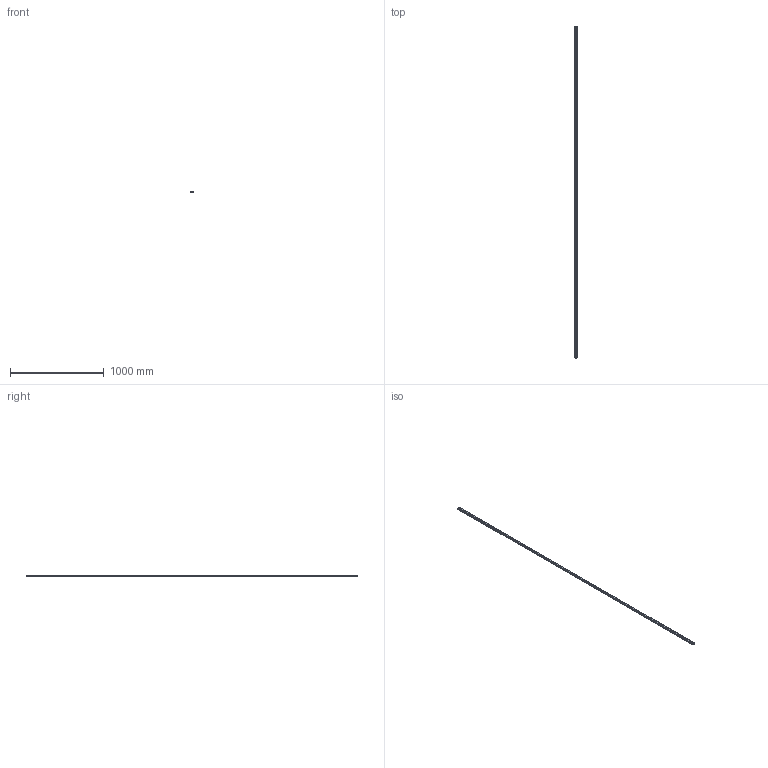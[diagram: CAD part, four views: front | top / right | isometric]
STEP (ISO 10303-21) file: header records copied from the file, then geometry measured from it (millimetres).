
FILE_DESCRIPTION(('STEP AP214'),'1');
FILE_NAME('cctmp_C67A6B14-2D72-41B7-B713-EB9760CB0880_2021_02_10_08_56_54_0306..stp','2021-02-10T07:56:54',('HIWIN GmbH'),('CADClick - www.CADClick.com'),'Spatial InterOp 3D',' ','unknown authorization');
FILE_SCHEMA(('AUTOMOTIVE_DESIGN'));
Length unit declared in the file: millimetre
Products named in the file (1): EGR25R3550C_FILE
Bounding box: 23 x 3550 x 18 mm (x, y, z)
Volume: 1221168 mm3; surface area: 329637.2 mm2
Topology: 1 solids, 1 shells, 813 faces, 2067 edges, 1378 vertices
Faces by surface type: plane 439, cylinder 374
Entity records: 31729 total; most frequent: DIRECTION 4915, CARTESIAN_POINT 4259, ORIENTED_EDGE 4134, EDGE_CURVE 2067, AXIS2_PLACEMENT_3D 2034, VERTEX_POINT 1378, CIRCLE 984, EDGE_LOOP 935
